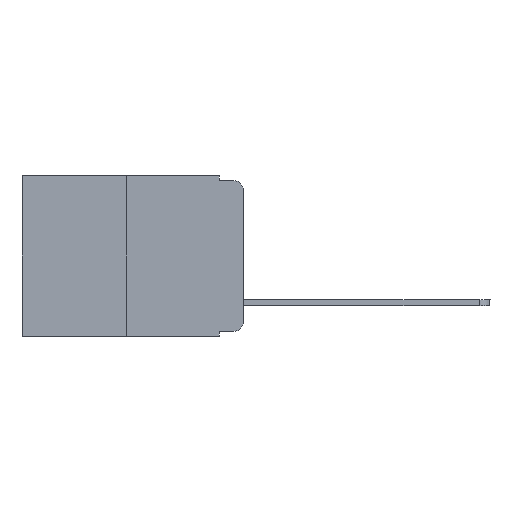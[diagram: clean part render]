
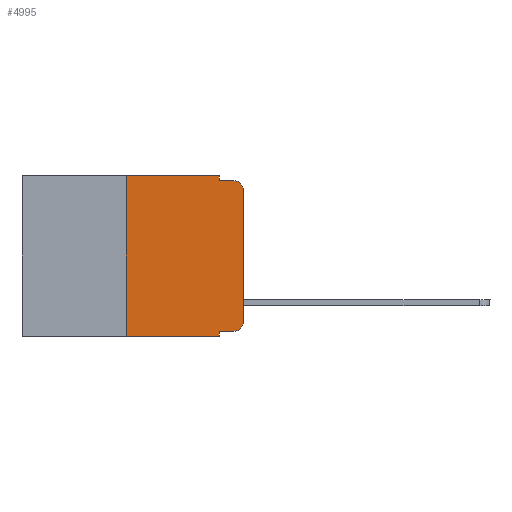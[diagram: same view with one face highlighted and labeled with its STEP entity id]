
A CAD part, left-side view. The second image highlights one B-rep face of the part: STEP entity #4995.
In plain terms, the highlighted planar face has unit normal (-1, 0, 0).
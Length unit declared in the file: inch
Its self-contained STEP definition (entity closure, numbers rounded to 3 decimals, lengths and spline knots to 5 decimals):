
#8 = CARTESIAN_POINT ( 'NONE',  ( 0., 0.25, 0. ) ) ;
#91 = LINE ( 'NONE', #10449, #2227 ) ;
#219 = VECTOR ( 'NONE', #6943, 39.37008 ) ;
#237 = LINE ( 'NONE', #7316, #8766 ) ;
#240 = VERTEX_POINT ( 'NONE', #1259 ) ;
#436 = EDGE_CURVE ( 'NONE', #10264, #1161, #3167, .T. ) ;
#488 = DIRECTION ( 'NONE',  ( 0., 0., -1. ) ) ;
#721 = VECTOR ( 'NONE', #6829, 39.37008 ) ;
#766 = ORIENTED_EDGE ( 'NONE', *, *, #4258, .F. ) ;
#819 = ORIENTED_EDGE ( 'NONE', *, *, #3751, .T. ) ;
#1125 = VERTEX_POINT ( 'NONE', #10664 ) ;
#1150 = CARTESIAN_POINT ( 'NONE',  ( 0., 0.051, -0.343 ) ) ;
#1161 = VERTEX_POINT ( 'NONE', #1150 ) ;
#1259 = CARTESIAN_POINT ( 'NONE',  ( 0., 0., -0.03 ) ) ;
#1382 = LINE ( 'NONE', #8249, #9397 ) ;
#1538 = EDGE_CURVE ( 'NONE', #8791, #10136, #237, .T. ) ;
#1793 = CIRCLE ( 'NONE', #4097, 0.02 ) ;
#1874 = DIRECTION ( 'NONE',  ( 0., 0., -1. ) ) ;
#1911 = LINE ( 'NONE', #3659, #7075 ) ;
#2147 = ORIENTED_EDGE ( 'NONE', *, *, #4871, .F. ) ;
#2227 = VECTOR ( 'NONE', #5291, 39.37008 ) ;
#2287 = VERTEX_POINT ( 'NONE', #6646 ) ;
#2443 = CARTESIAN_POINT ( 'NONE',  ( 0., 0.25, 0. ) ) ;
#2506 = DIRECTION ( 'NONE',  ( 0., -1., 0. ) ) ;
#2561 = CARTESIAN_POINT ( 'NONE',  ( 0., 0.051, 0. ) ) ;
#2751 = CARTESIAN_POINT ( 'NONE',  ( 0., 0.02, -0.01 ) ) ;
#2864 = VECTOR ( 'NONE', #3389, 39.37008 ) ;
#2889 = LINE ( 'NONE', #5512, #219 ) ;
#3058 = EDGE_LOOP ( 'NONE', ( #819, #6914, #3087, #7782, #766, #2147, #7890, #3715, #3605, #10666 ) ) ;
#3087 = ORIENTED_EDGE ( 'NONE', *, *, #1538, .F. ) ;
#3109 = CARTESIAN_POINT ( 'NONE',  ( 0., 0.02, -0.333 ) ) ;
#3167 = LINE ( 'NONE', #10661, #5944 ) ;
#3389 = DIRECTION ( 'NONE',  ( 0., 0., 1. ) ) ;
#3451 = EDGE_CURVE ( 'NONE', #2287, #8791, #7512, .T. ) ;
#3453 = EDGE_CURVE ( 'NONE', #240, #10136, #1793, .T. ) ;
#3457 = CARTESIAN_POINT ( 'NONE',  ( 0., 0.02, -0.03 ) ) ;
#3605 = ORIENTED_EDGE ( 'NONE', *, *, #3635, .T. ) ;
#3635 = EDGE_CURVE ( 'NONE', #5418, #8977, #1911, .T. ) ;
#3659 = CARTESIAN_POINT ( 'NONE',  ( 0., 0.051, -0.333 ) ) ;
#3715 = ORIENTED_EDGE ( 'NONE', *, *, #8416, .F. ) ;
#3751 = EDGE_CURVE ( 'NONE', #1125, #240, #1382, .T. ) ;
#4097 = AXIS2_PLACEMENT_3D ( 'NONE', #3457, #6619, #7730 ) ;
#4166 = LINE ( 'NONE', #2443, #2864 ) ;
#4258 = EDGE_CURVE ( 'NONE', #10039, #2287, #2889, .T. ) ;
#4382 = CARTESIAN_POINT ( 'NONE',  ( 0., 0.02, -0.313 ) ) ;
#4871 = EDGE_CURVE ( 'NONE', #10264, #10039, #4166, .T. ) ;
#4995 = ADVANCED_FACE ( 'NONE', ( #8191 ), #6017, .F. ) ;
#5291 = DIRECTION ( 'NONE',  ( 0., 0., -1. ) ) ;
#5362 = AXIS2_PLACEMENT_3D ( 'NONE', #4382, #10384, #488 ) ;
#5418 = VERTEX_POINT ( 'NONE', #7657 ) ;
#5512 = CARTESIAN_POINT ( 'NONE',  ( 0., 0.473, 0. ) ) ;
#5944 = VECTOR ( 'NONE', #2506, 39.37008 ) ;
#6017 = PLANE ( 'NONE',  #9697 ) ;
#6521 = EDGE_CURVE ( 'NONE', #8977, #1125, #10411, .T. ) ;
#6619 = DIRECTION ( 'NONE',  ( -1., 0., 0. ) ) ;
#6646 = CARTESIAN_POINT ( 'NONE',  ( 0., 0.051, 0. ) ) ;
#6829 = DIRECTION ( 'NONE',  ( 0., 0., -1. ) ) ;
#6882 = DIRECTION ( 'NONE',  ( 1., 0., 0. ) ) ;
#6914 = ORIENTED_EDGE ( 'NONE', *, *, #3453, .T. ) ;
#6943 = DIRECTION ( 'NONE',  ( 0., -1., 0. ) ) ;
#7075 = VECTOR ( 'NONE', #8903, 39.37008 ) ;
#7316 = CARTESIAN_POINT ( 'NONE',  ( 0., 0.051, -0.01 ) ) ;
#7512 = LINE ( 'NONE', #2561, #721 ) ;
#7657 = CARTESIAN_POINT ( 'NONE',  ( 0., 0.051, -0.333 ) ) ;
#7730 = DIRECTION ( 'NONE',  ( 0., 0., -1. ) ) ;
#7782 = ORIENTED_EDGE ( 'NONE', *, *, #3451, .F. ) ;
#7890 = ORIENTED_EDGE ( 'NONE', *, *, #436, .T. ) ;
#8191 = FACE_OUTER_BOUND ( 'NONE', #3058, .T. ) ;
#8249 = CARTESIAN_POINT ( 'NONE',  ( 0., 0., 0. ) ) ;
#8416 = EDGE_CURVE ( 'NONE', #5418, #1161, #91, .T. ) ;
#8766 = VECTOR ( 'NONE', #9919, 39.37008 ) ;
#8791 = VERTEX_POINT ( 'NONE', #10438 ) ;
#8903 = DIRECTION ( 'NONE',  ( 0., -1., 0. ) ) ;
#8977 = VERTEX_POINT ( 'NONE', #3109 ) ;
#9027 = DIRECTION ( 'NONE',  ( 0., 0., 1. ) ) ;
#9397 = VECTOR ( 'NONE', #9027, 39.37008 ) ;
#9520 = CARTESIAN_POINT ( 'NONE',  ( 0., 0.473, 0. ) ) ;
#9632 = CARTESIAN_POINT ( 'NONE',  ( 0., 0.25, -0.343 ) ) ;
#9697 = AXIS2_PLACEMENT_3D ( 'NONE', #9520, #6882, #1874 ) ;
#9919 = DIRECTION ( 'NONE',  ( 0., -1., 0. ) ) ;
#10039 = VERTEX_POINT ( 'NONE', #8 ) ;
#10136 = VERTEX_POINT ( 'NONE', #2751 ) ;
#10264 = VERTEX_POINT ( 'NONE', #9632 ) ;
#10384 = DIRECTION ( 'NONE',  ( -1., 0., 0. ) ) ;
#10411 = CIRCLE ( 'NONE', #5362, 0.02 ) ;
#10438 = CARTESIAN_POINT ( 'NONE',  ( 0., 0.051, -0.01 ) ) ;
#10449 = CARTESIAN_POINT ( 'NONE',  ( 0., 0.051, 0. ) ) ;
#10661 = CARTESIAN_POINT ( 'NONE',  ( 0., 0.473, -0.343 ) ) ;
#10664 = CARTESIAN_POINT ( 'NONE',  ( 0., 0., -0.313 ) ) ;
#10666 = ORIENTED_EDGE ( 'NONE', *, *, #6521, .T. ) ;
